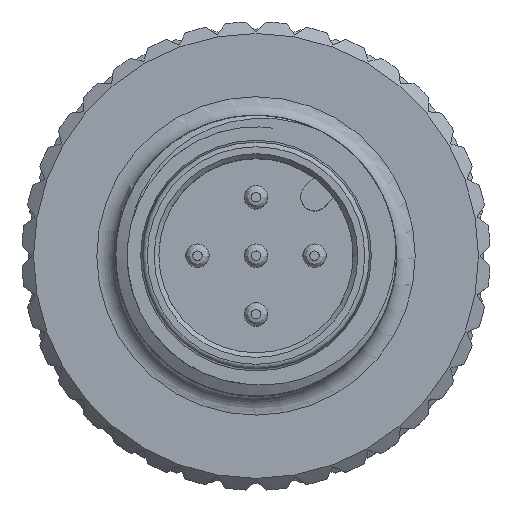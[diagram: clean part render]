
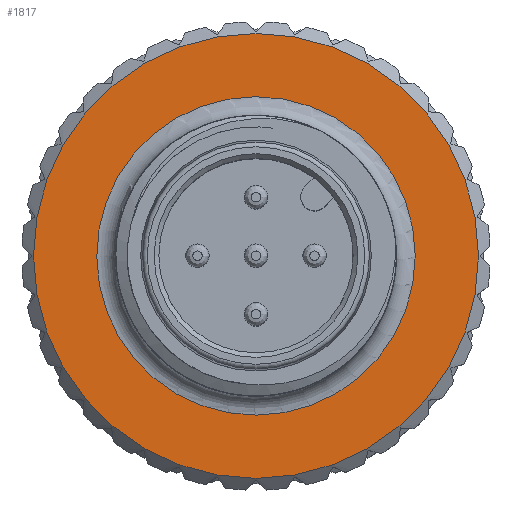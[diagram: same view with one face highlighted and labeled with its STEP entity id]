
A CAD part, top view. The second image highlights one B-rep face of the part: STEP entity #1817.
In plain terms, the highlighted planar face has unit normal (0, 0, 1).
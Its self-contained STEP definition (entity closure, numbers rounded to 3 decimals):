
#1640=FACE_BOUND('',#2607,.T.);
#1641=FACE_BOUND('',#2608,.T.);
#1817=ADVANCED_FACE('',(#1640,#1641),#2042,.T.);
#2042=PLANE('',#6639);
#2607=EDGE_LOOP('',(#3512));
#2608=EDGE_LOOP('',(#3513));
#3512=ORIENTED_EDGE('',*,*,#5515,.T.);
#3513=ORIENTED_EDGE('',*,*,#5516,.T.);
#4815=VERTEX_POINT('',#11511);
#4816=VERTEX_POINT('',#11513);
#5515=EDGE_CURVE('',#4815,#4815,#6180,.T.);
#5516=EDGE_CURVE('',#4816,#4816,#6181,.T.);
#6180=CIRCLE('',#6637,6.8);
#6181=CIRCLE('',#6638,9.5);
#6637=AXIS2_PLACEMENT_3D('',#11510,#7670,#7671);
#6638=AXIS2_PLACEMENT_3D('',#11512,#7672,#7673);
#6639=AXIS2_PLACEMENT_3D('',#11514,#7674,#7675);
#7670=DIRECTION('',(0.,0.,-1.));
#7671=DIRECTION('',(1.,0.,0.));
#7672=DIRECTION('',(0.,0.,1.));
#7673=DIRECTION('',(0.,-1.,0.));
#7674=DIRECTION('',(0.,0.,1.));
#7675=DIRECTION('',(0.,1.,0.));
#11510=CARTESIAN_POINT('',(0.,0.,-8.9));
#11511=CARTESIAN_POINT('',(6.8,0.,-8.9));
#11512=CARTESIAN_POINT('',(0.,0.,-8.9));
#11513=CARTESIAN_POINT('',(0.,-9.5,-8.9));
#11514=CARTESIAN_POINT('',(0.,0.,-8.9));
